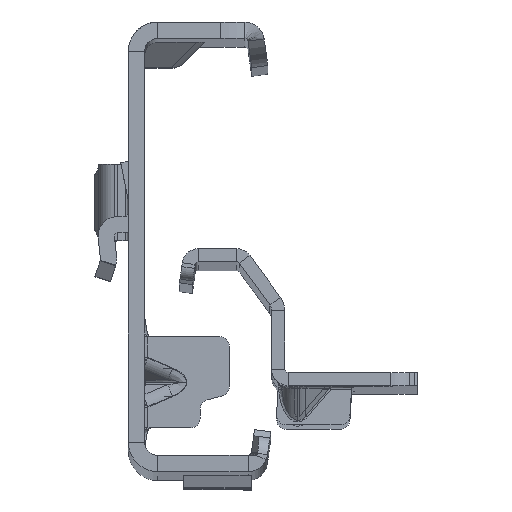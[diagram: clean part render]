
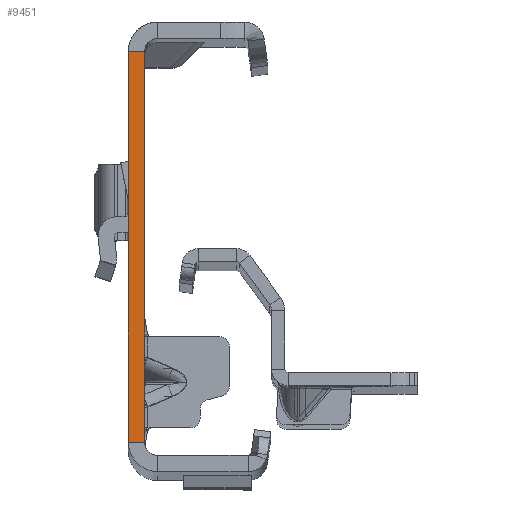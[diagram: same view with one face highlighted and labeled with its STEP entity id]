
A CAD part, top view. The second image highlights one B-rep face of the part: STEP entity #9451.
In plain terms, the highlighted planar face has unit normal (0, 0, 1).
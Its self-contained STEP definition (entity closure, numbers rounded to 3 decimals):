
#1437 = DIRECTION ( 'NONE',  ( 0., 0., 1. ) ) ;
#1876 = EDGE_LOOP ( 'NONE', ( #15478, #3626, #6274, #9691 ) ) ;
#2142 = LINE ( 'NONE', #3861, #7294 ) ;
#2500 = VECTOR ( 'NONE', #3145, 1000. ) ;
#3145 = DIRECTION ( 'NONE',  ( -1., 0., 0. ) ) ;
#3496 = EDGE_CURVE ( 'NONE', #13306, #11444, #16907, .T. ) ;
#3626 = ORIENTED_EDGE ( 'NONE', *, *, #3496, .T. ) ;
#3751 = DIRECTION ( 'NONE',  ( 0., -1., 0. ) ) ;
#3861 = CARTESIAN_POINT ( 'NONE',  ( 0., -30., 0. ) ) ;
#4332 = CARTESIAN_POINT ( 'NONE',  ( 0., 30., 0. ) ) ;
#4396 = CARTESIAN_POINT ( 'NONE',  ( -2.5, -32., 0. ) ) ;
#4597 = CARTESIAN_POINT ( 'NONE',  ( 0., 30., 0. ) ) ;
#6274 = ORIENTED_EDGE ( 'NONE', *, *, #17476, .T. ) ;
#6966 = VERTEX_POINT ( 'NONE', #7140 ) ;
#7140 = CARTESIAN_POINT ( 'NONE',  ( -2.5, -30., 0. ) ) ;
#7250 = DIRECTION ( 'NONE',  ( 1., 0., 0. ) ) ;
#7294 = VECTOR ( 'NONE', #9395, 1000. ) ;
#8337 = PLANE ( 'NONE',  #11266 ) ;
#8371 = VECTOR ( 'NONE', #8642, 1000. ) ;
#8642 = DIRECTION ( 'NONE',  ( 0., -1., 0. ) ) ;
#8898 = EDGE_CURVE ( 'NONE', #13306, #16024, #17253, .T. ) ;
#9395 = DIRECTION ( 'NONE',  ( -1., 0., 0. ) ) ;
#9451 = ADVANCED_FACE ( 'NONE', ( #16846 ), #8337, .T. ) ;
#9691 = ORIENTED_EDGE ( 'NONE', *, *, #15864, .F. ) ;
#11266 = AXIS2_PLACEMENT_3D ( 'NONE', #11366, #1437, #7250 ) ;
#11366 = CARTESIAN_POINT ( 'NONE',  ( -2.5, -32., 0. ) ) ;
#11444 = VERTEX_POINT ( 'NONE', #14162 ) ;
#13235 = CARTESIAN_POINT ( 'NONE',  ( 0., -32., 0. ) ) ;
#13306 = VERTEX_POINT ( 'NONE', #4332 ) ;
#14067 = CARTESIAN_POINT ( 'NONE',  ( 0., -30., 0. ) ) ;
#14162 = CARTESIAN_POINT ( 'NONE',  ( -2.5, 30., 0. ) ) ;
#14237 = LINE ( 'NONE', #4396, #8371 ) ;
#15478 = ORIENTED_EDGE ( 'NONE', *, *, #8898, .F. ) ;
#15864 = EDGE_CURVE ( 'NONE', #16024, #6966, #2142, .T. ) ;
#16024 = VERTEX_POINT ( 'NONE', #14067 ) ;
#16846 = FACE_OUTER_BOUND ( 'NONE', #1876, .T. ) ;
#16907 = LINE ( 'NONE', #4597, #2500 ) ;
#17253 = LINE ( 'NONE', #13235, #17666 ) ;
#17476 = EDGE_CURVE ( 'NONE', #11444, #6966, #14237, .T. ) ;
#17666 = VECTOR ( 'NONE', #3751, 1000. ) ;
